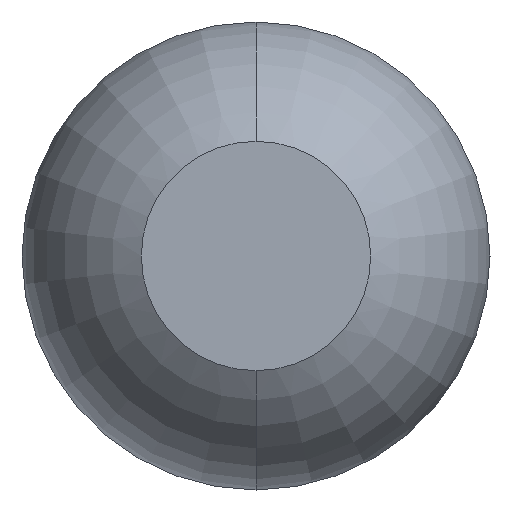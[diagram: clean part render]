
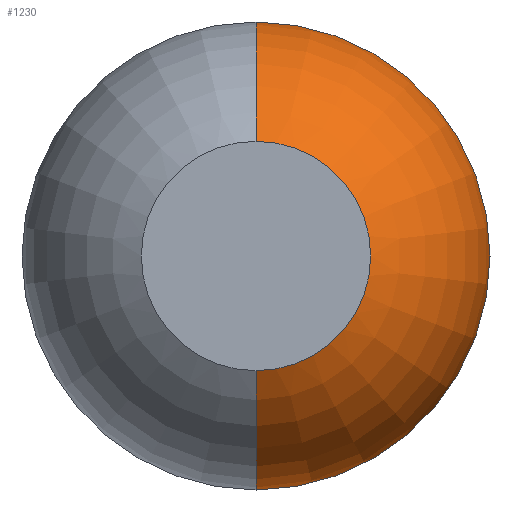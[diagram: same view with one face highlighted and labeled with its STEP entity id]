
A CAD part, front view. The second image highlights one B-rep face of the part: STEP entity #1230.
In plain terms, the highlighted toroidal (fillet/blend) face has major radius 0.01 mm and minor radius 0.5 mm.
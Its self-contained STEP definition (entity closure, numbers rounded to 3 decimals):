
#240 = VERTEX_POINT ( 'NONE', #1570 ) ;
#317 = CIRCLE ( 'NONE', #648, 0.5 ) ;
#611 = CARTESIAN_POINT ( 'NONE',  ( 0., -25.4, 0. ) ) ;
#648 = AXIS2_PLACEMENT_3D ( 'NONE', #3697, #3145, #3423 ) ;
#713 = EDGE_CURVE ( 'Defeature ausgef�hrt2_0+Defeature ausgef�hrt2_6+Defeature ausgef�hrt2_6+Defeature ausgef�hrt2_6', #3173, #240, #2231, .T. ) ;
#732 = EDGE_CURVE ( 'NONE', #3173, #1266, #317, .T. ) ;
#848 = DIRECTION ( 'NONE',  ( 0., 1., 0. ) ) ;
#939 = DIRECTION ( 'NONE',  ( 0., 0., -1. ) ) ;
#1054 = ORIENTED_EDGE ( 'NONE', *, *, #3139, .T. ) ;
#1178 = FACE_OUTER_BOUND ( 'NONE', #2972, .T. ) ;
#1230 = ADVANCED_FACE ( 'Defeature ausgef�hrt2_0', ( #1178 ), #2143, .T. ) ;
#1266 = VERTEX_POINT ( 'NONE', #3678 ) ;
#1333 = AXIS2_PLACEMENT_3D ( 'NONE', #611, #848, #1468 ) ;
#1468 = DIRECTION ( 'NONE',  ( 0., 0., 1. ) ) ;
#1566 = CARTESIAN_POINT ( 'NONE',  ( 0., -24.961, 0. ) ) ;
#1570 = CARTESIAN_POINT ( 'NONE',  ( 0., -24.961, 0.51 ) ) ;
#1673 = AXIS2_PLACEMENT_3D ( 'NONE', #1566, #3345, #3633 ) ;
#1846 = CARTESIAN_POINT ( 'NONE',  ( 0., -24.961, -0.51 ) ) ;
#1994 = DIRECTION ( 'NONE',  ( 0., -1., 0. ) ) ;
#2016 = ORIENTED_EDGE ( 'NONE', *, *, #713, .T. ) ;
#2136 = DIRECTION ( 'NONE',  ( 1., 0., 0. ) ) ;
#2143 = TOROIDAL_SURFACE ( 'NONE', #1673, 0.01, 0.5 ) ;
#2231 = CIRCLE ( 'NONE', #3375, 0.51 ) ;
#2276 = DIRECTION ( 'NONE',  ( 0., 0., -1. ) ) ;
#2665 = CARTESIAN_POINT ( 'NONE',  ( 0., -24.961, 0.01 ) ) ;
#2676 = CIRCLE ( 'NONE', #1333, 0.25 ) ;
#2877 = VERTEX_POINT ( 'NONE', #3102 ) ;
#2972 = EDGE_LOOP ( 'NONE', ( #2016, #1054, #3480, #3123 ) ) ;
#3014 = EDGE_CURVE ( 'Defeature ausgef�hrt2_0+Defeature ausgef�hrt2_12+Defeature ausgef�hrt2_12+Defeature ausgef�hrt2_12', #2877, #1266, #2676, .T. ) ;
#3102 = CARTESIAN_POINT ( 'NONE',  ( 0., -25.4, 0.25 ) ) ;
#3123 = ORIENTED_EDGE ( 'NONE', *, *, #732, .F. ) ;
#3139 = EDGE_CURVE ( 'NONE', #240, #2877, #3451, .T. ) ;
#3145 = DIRECTION ( 'NONE',  ( -1., 0., 0. ) ) ;
#3173 = VERTEX_POINT ( 'NONE', #1846 ) ;
#3345 = DIRECTION ( 'NONE',  ( 0., -1., 0. ) ) ;
#3375 = AXIS2_PLACEMENT_3D ( 'NONE', #3718, #1994, #2276 ) ;
#3423 = DIRECTION ( 'NONE',  ( 0., 0., 1. ) ) ;
#3451 = CIRCLE ( 'NONE', #3758, 0.5 ) ;
#3480 = ORIENTED_EDGE ( 'NONE', *, *, #3014, .T. ) ;
#3633 = DIRECTION ( 'NONE',  ( 0., 0., -1. ) ) ;
#3678 = CARTESIAN_POINT ( 'NONE',  ( 0., -25.4, -0.25 ) ) ;
#3697 = CARTESIAN_POINT ( 'NONE',  ( 0., -24.961, -0.01 ) ) ;
#3718 = CARTESIAN_POINT ( 'NONE',  ( 0., -24.961, 0. ) ) ;
#3758 = AXIS2_PLACEMENT_3D ( 'NONE', #2665, #2136, #939 ) ;
